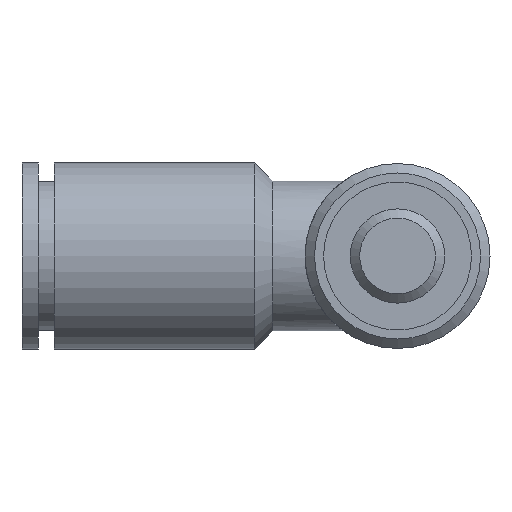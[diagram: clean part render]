
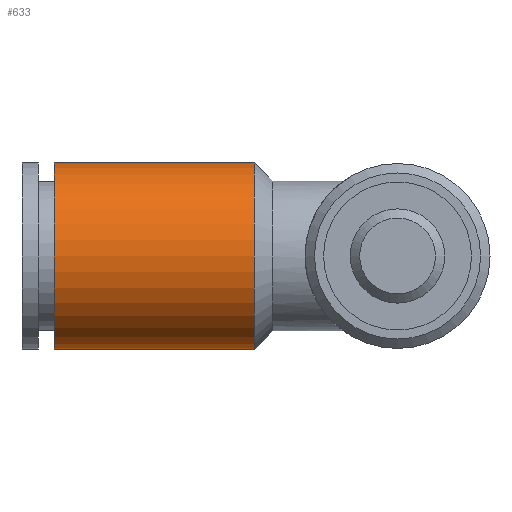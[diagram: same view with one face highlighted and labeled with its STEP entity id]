
A CAD part, front view. The second image highlights one B-rep face of the part: STEP entity #633.
In plain terms, the highlighted cylindrical face has radius 4.95 mm (diameter 9.9 mm), a full revolution.
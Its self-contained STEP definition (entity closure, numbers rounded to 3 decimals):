
#41=CYLINDRICAL_SURFACE('',#734,4.95);
#102=CIRCLE('',#733,4.95);
#103=CIRCLE('',#735,4.95);
#242=ORIENTED_EDGE('',*,*,#322,.T.);
#243=ORIENTED_EDGE('',*,*,#321,.F.);
#321=EDGE_CURVE('',#376,#376,#102,.T.);
#322=EDGE_CURVE('',#377,#377,#103,.T.);
#376=VERTEX_POINT('',#1204);
#377=VERTEX_POINT('',#1207);
#478=EDGE_LOOP('',(#242));
#479=EDGE_LOOP('',(#243));
#560=FACE_BOUND('',#478,.T.);
#561=FACE_BOUND('',#479,.T.);
#633=ADVANCED_FACE('',(#560,#561),#41,.T.);
#733=AXIS2_PLACEMENT_3D('',#1203,#914,#915);
#734=AXIS2_PLACEMENT_3D('',#1205,#916,#917);
#735=AXIS2_PLACEMENT_3D('',#1206,#918,#919);
#914=DIRECTION('',(1.,0.,0.));
#915=DIRECTION('',(0.,0.,-1.));
#916=DIRECTION('',(1.,0.,0.));
#917=DIRECTION('',(0.,0.,-1.));
#918=DIRECTION('',(1.,0.,0.));
#919=DIRECTION('',(0.,0.,-1.));
#1203=CARTESIAN_POINT('',(-7.602,0.,0.));
#1204=CARTESIAN_POINT('',(-7.602,0.,-4.95));
#1205=CARTESIAN_POINT('',(0.,0.,0.));
#1206=CARTESIAN_POINT('',(-18.203,0.,0.));
#1207=CARTESIAN_POINT('',(-18.203,0.,-4.95));
